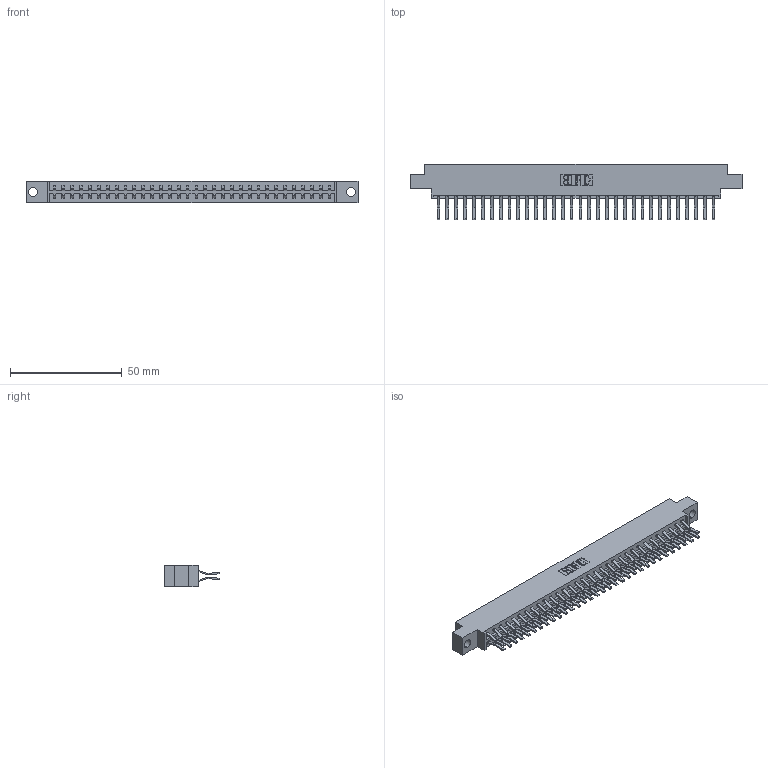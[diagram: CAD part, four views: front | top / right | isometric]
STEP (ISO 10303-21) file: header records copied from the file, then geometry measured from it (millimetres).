
FILE_DESCRIPTION (( 'STEP AP203' ), '1' );
FILE_NAME ('333-064-560-804.STEP', '2018-08-04T10:44:32', ( '' ), ( '' ), 'SwSTEP 2.0', 'SolidWorks 2016', '' );
FILE_SCHEMA (( 'CONFIG_CONTROL_DESIGN' ));
Length unit declared in the file: inch
Products named in the file (3): 333 Part_Offset - .156 Dia - TH; 345-292-001_560 Tail; 333-064-560-804
Assembly tree (65 placements, depth 2):
  333-064-560-804
    333 Part_Offset - .156 Dia - TH
    345-292-001_560 Tail  x64
Bounding box: 148.34 x 24.78 x 9.4 mm (x, y, z)
Volume: 15154.6 mm3; surface area: 19026 mm2
Topology: 65 solids, 65 shells, 3574 faces, 10627 edges, 6998 vertices
Faces by surface type: plane 2378, cylinder 1196
Entity records: 22103 total; most frequent: CARTESIAN_POINT 3678, ORIENTED_EDGE 3614, DIRECTION 3163, EDGE_CURVE 1807, LINE 1675, VECTOR 1675, VERTEX_POINT 1202, AXIS2_PLACEMENT_3D 744
